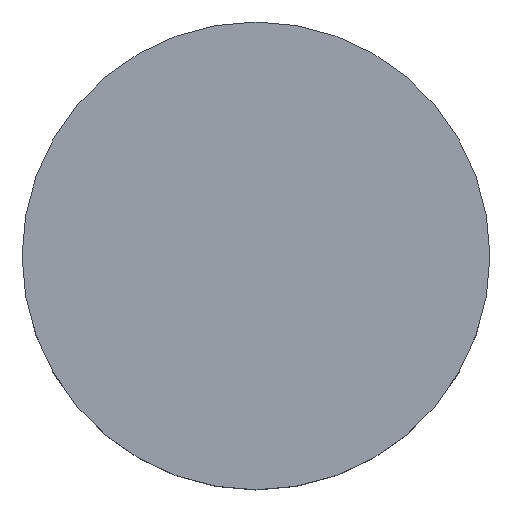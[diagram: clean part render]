
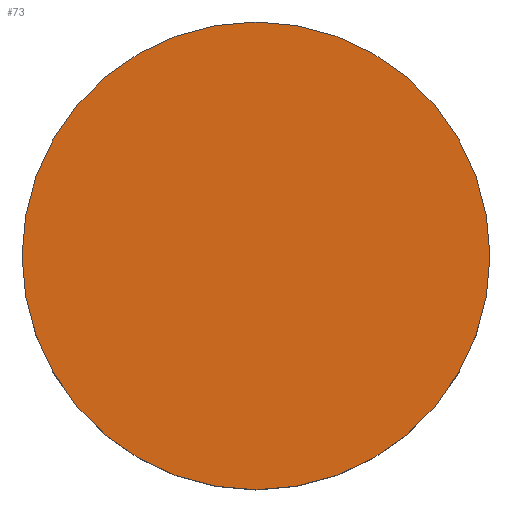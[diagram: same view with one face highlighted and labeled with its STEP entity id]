
A CAD part, top view. The second image highlights one B-rep face of the part: STEP entity #73.
In plain terms, the highlighted planar face has unit normal (0, 0, 1).
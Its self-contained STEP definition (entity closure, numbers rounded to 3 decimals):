
#7 = DIRECTION ( 'NONE',  ( 1., 0., 0. ) ) ;
#9 = CARTESIAN_POINT ( 'NONE',  ( 0., 0., 1.6 ) ) ;
#25 = FACE_OUTER_BOUND ( 'NONE', #103, .T. ) ;
#36 = DIRECTION ( 'NONE',  ( 1., 0., 0. ) ) ;
#45 = VERTEX_POINT ( 'NONE', #60 ) ;
#53 = CARTESIAN_POINT ( 'NONE',  ( 3., 0., 1.6 ) ) ;
#56 = CIRCLE ( 'NONE', #114, 3. ) ;
#60 = CARTESIAN_POINT ( 'NONE',  ( -3., 0., 1.6 ) ) ;
#63 = CARTESIAN_POINT ( 'NONE',  ( 0., 0., 1.6 ) ) ;
#65 = AXIS2_PLACEMENT_3D ( 'NONE', #63, #172, #80 ) ;
#73 = ADVANCED_FACE ( 'NONE', ( #25 ), #97, .T. ) ;
#80 = DIRECTION ( 'NONE',  ( 1., 0., 0. ) ) ;
#97 = PLANE ( 'NONE',  #161 ) ;
#100 = CARTESIAN_POINT ( 'NONE',  ( 0., 0., 1.6 ) ) ;
#103 = EDGE_LOOP ( 'NONE', ( #104, #150 ) ) ;
#104 = ORIENTED_EDGE ( 'NONE', *, *, #109, .T. ) ;
#108 = EDGE_CURVE ( 'NONE', #140, #45, #56, .T. ) ;
#109 = EDGE_CURVE ( 'NONE', #45, #140, #163, .T. ) ;
#114 = AXIS2_PLACEMENT_3D ( 'NONE', #100, #131, #7 ) ;
#131 = DIRECTION ( 'NONE',  ( 0., 0., 1. ) ) ;
#135 = DIRECTION ( 'NONE',  ( 0., 0., 1. ) ) ;
#140 = VERTEX_POINT ( 'NONE', #53 ) ;
#150 = ORIENTED_EDGE ( 'NONE', *, *, #108, .T. ) ;
#161 = AXIS2_PLACEMENT_3D ( 'NONE', #9, #135, #36 ) ;
#163 = CIRCLE ( 'NONE', #65, 3. ) ;
#172 = DIRECTION ( 'NONE',  ( 0., 0., 1. ) ) ;
